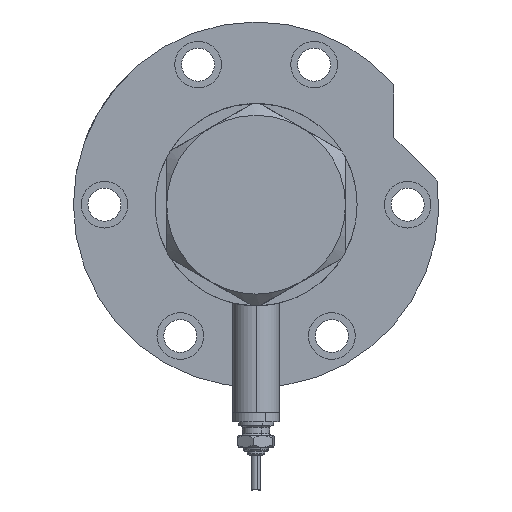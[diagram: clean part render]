
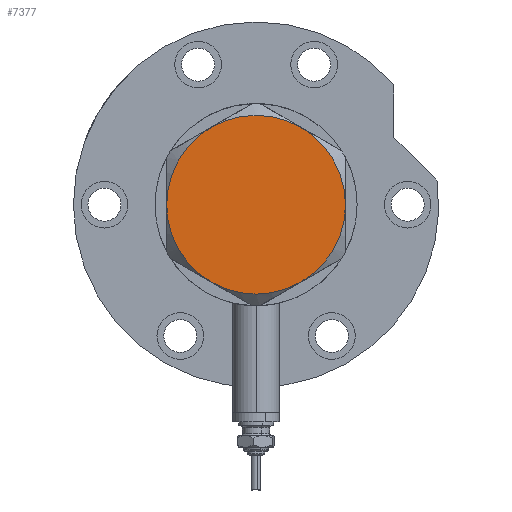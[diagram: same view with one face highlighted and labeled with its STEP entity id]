
A CAD part, left-side view. The second image highlights one B-rep face of the part: STEP entity #7377.
In plain terms, the highlighted face is planar.
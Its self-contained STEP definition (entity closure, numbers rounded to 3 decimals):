
#141 = DIRECTION ( 'NONE',  ( 1., 0., 0. ) ) ;
#435 = ORIENTED_EDGE ( 'NONE', *, *, #5814, .T. ) ;
#473 = VERTEX_POINT ( 'NONE', #6620 ) ;
#593 = EDGE_CURVE ( 'NONE', #1888, #5261, #7764, .T. ) ;
#727 = AXIS2_PLACEMENT_3D ( 'NONE', #7952, #4716, #4232 ) ;
#799 = ORIENTED_EDGE ( 'NONE', *, *, #7124, .T. ) ;
#1106 = DIRECTION ( 'NONE',  ( 1., 0., 0. ) ) ;
#1138 = CIRCLE ( 'NONE', #4856, 23. ) ;
#1223 = DIRECTION ( 'NONE',  ( 0., 0., 1. ) ) ;
#1633 = AXIS2_PLACEMENT_3D ( 'NONE', #7858, #7250, #1726 ) ;
#1726 = DIRECTION ( 'NONE',  ( 1., 0., 0. ) ) ;
#1820 = DIRECTION ( 'NONE',  ( 0., 0., 1. ) ) ;
#1888 = VERTEX_POINT ( 'NONE', #5026 ) ;
#2253 = FACE_OUTER_BOUND ( 'NONE', #5002, .T. ) ;
#2504 = CARTESIAN_POINT ( 'NONE',  ( 0., 0., 9. ) ) ;
#2517 = CARTESIAN_POINT ( 'NONE',  ( -11.5, 19.919, 9. ) ) ;
#2549 = DIRECTION ( 'NONE',  ( 1., 0., 0. ) ) ;
#2914 = DIRECTION ( 'NONE',  ( 1., 0., 0. ) ) ;
#3538 = CIRCLE ( 'NONE', #1633, 23. ) ;
#3557 = AXIS2_PLACEMENT_3D ( 'NONE', #4747, #4786, #3611 ) ;
#3611 = DIRECTION ( 'NONE',  ( 1., 0., 0. ) ) ;
#3629 = AXIS2_PLACEMENT_3D ( 'NONE', #2504, #1820, #2549 ) ;
#3675 = CIRCLE ( 'NONE', #727, 23. ) ;
#3806 = ORIENTED_EDGE ( 'NONE', *, *, #593, .T. ) ;
#4156 = CARTESIAN_POINT ( 'NONE',  ( 11.5, -19.919, 9. ) ) ;
#4232 = DIRECTION ( 'NONE',  ( 1., 0., 0. ) ) ;
#4698 = VERTEX_POINT ( 'NONE', #6119 ) ;
#4716 = DIRECTION ( 'NONE',  ( 0., 0., 1. ) ) ;
#4717 = CARTESIAN_POINT ( 'NONE',  ( 0., 0., 9. ) ) ;
#4747 = CARTESIAN_POINT ( 'NONE',  ( 0., 0., 9. ) ) ;
#4786 = DIRECTION ( 'NONE',  ( 0., 0., 1. ) ) ;
#4856 = AXIS2_PLACEMENT_3D ( 'NONE', #4921, #7389, #141 ) ;
#4921 = CARTESIAN_POINT ( 'NONE',  ( 0., 0., 9. ) ) ;
#5002 = EDGE_LOOP ( 'NONE', ( #435, #7580, #3806, #799, #6415, #7877 ) ) ;
#5009 = VERTEX_POINT ( 'NONE', #4156 ) ;
#5026 = CARTESIAN_POINT ( 'NONE',  ( 11.5, 19.919, 9. ) ) ;
#5131 = VERTEX_POINT ( 'NONE', #6840 ) ;
#5261 = VERTEX_POINT ( 'NONE', #2517 ) ;
#5491 = DIRECTION ( 'NONE',  ( 0., 0., 1. ) ) ;
#5700 = EDGE_CURVE ( 'NONE', #5131, #1888, #3538, .T. ) ;
#5814 = EDGE_CURVE ( 'NONE', #5009, #5131, #3675, .T. ) ;
#5840 = EDGE_CURVE ( 'NONE', #4698, #473, #7424, .T. ) ;
#5963 = PLANE ( 'NONE',  #3557 ) ;
#6119 = CARTESIAN_POINT ( 'NONE',  ( -23., 0., 9. ) ) ;
#6415 = ORIENTED_EDGE ( 'NONE', *, *, #5840, .T. ) ;
#6539 = CIRCLE ( 'NONE', #7316, 23. ) ;
#6579 = CARTESIAN_POINT ( 'NONE',  ( 0., 0., 9. ) ) ;
#6620 = CARTESIAN_POINT ( 'NONE',  ( -11.5, -19.919, 9. ) ) ;
#6786 = AXIS2_PLACEMENT_3D ( 'NONE', #6579, #5491, #2914 ) ;
#6840 = CARTESIAN_POINT ( 'NONE',  ( 23., 0., 9. ) ) ;
#7081 = EDGE_CURVE ( 'NONE', #473, #5009, #6539, .T. ) ;
#7124 = EDGE_CURVE ( 'NONE', #5261, #4698, #1138, .T. ) ;
#7250 = DIRECTION ( 'NONE',  ( 0., 0., 1. ) ) ;
#7316 = AXIS2_PLACEMENT_3D ( 'NONE', #4717, #1223, #1106 ) ;
#7377 = ADVANCED_FACE ( 'NONE', ( #2253 ), #5963, .T. ) ;
#7389 = DIRECTION ( 'NONE',  ( 0., 0., 1. ) ) ;
#7424 = CIRCLE ( 'NONE', #6786, 23. ) ;
#7580 = ORIENTED_EDGE ( 'NONE', *, *, #5700, .T. ) ;
#7764 = CIRCLE ( 'NONE', #3629, 23. ) ;
#7858 = CARTESIAN_POINT ( 'NONE',  ( 0., 0., 9. ) ) ;
#7877 = ORIENTED_EDGE ( 'NONE', *, *, #7081, .T. ) ;
#7952 = CARTESIAN_POINT ( 'NONE',  ( 0., 0., 9. ) ) ;
